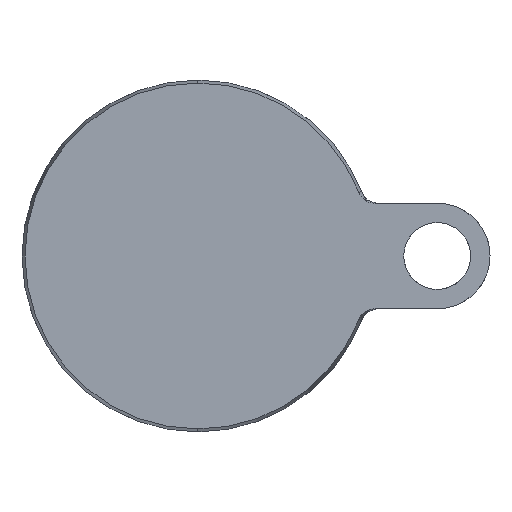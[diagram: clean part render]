
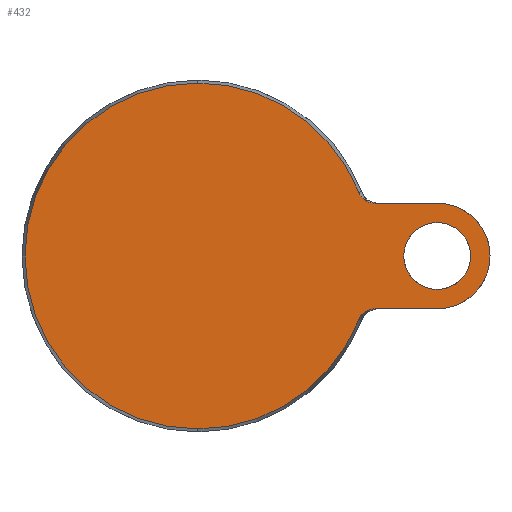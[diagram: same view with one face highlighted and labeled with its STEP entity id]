
A CAD part, front view. The second image highlights one B-rep face of the part: STEP entity #432.
In plain terms, the highlighted planar face has unit normal (0, -1, 0).
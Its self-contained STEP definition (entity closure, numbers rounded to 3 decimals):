
#8 = EDGE_CURVE ( 'NONE', #777, #13, #311, .T. ) ;
#13 = VERTEX_POINT ( 'NONE', #68 ) ;
#15 = DIRECTION ( 'NONE',  ( 0., 1., 0. ) ) ;
#39 = DIRECTION ( 'NONE',  ( -1., 0., 0. ) ) ;
#55 = DIRECTION ( 'NONE',  ( 0., 0., -1. ) ) ;
#63 = CARTESIAN_POINT ( 'NONE',  ( 47.118, 0., -16.16 ) ) ;
#68 = CARTESIAN_POINT ( 'NONE',  ( 68., 0., -9.5 ) ) ;
#69 = CARTESIAN_POINT ( 'NONE',  ( 45.66, 0., -18.169 ) ) ;
#74 = PLANE ( 'NONE',  #1223 ) ;
#76 = ORIENTED_EDGE ( 'NONE', *, *, #648, .T. ) ;
#78 = CARTESIAN_POINT ( 'NONE',  ( 45.848, 0., -17.699 ) ) ;
#80 = DIRECTION ( 'NONE',  ( 0., 1., 0. ) ) ;
#84 = VERTEX_POINT ( 'NONE', #828 ) ;
#104 = VECTOR ( 'NONE', #1202, 1000. ) ;
#124 = CARTESIAN_POINT ( 'NONE',  ( 15., 0., -15. ) ) ;
#155 = AXIS2_PLACEMENT_3D ( 'NONE', #1143, #179, #842 ) ;
#158 = ORIENTED_EDGE ( 'NONE', *, *, #733, .T. ) ;
#167 = CARTESIAN_POINT ( 'NONE',  ( 47.955, 0., 15.598 ) ) ;
#171 = CIRCLE ( 'NONE', #429, 15. ) ;
#176 = CARTESIAN_POINT ( 'NONE',  ( 48.405, 0., -15.385 ) ) ;
#179 = DIRECTION ( 'NONE',  ( 0., 1., 0. ) ) ;
#251 = LINE ( 'NONE', #1335, #104 ) ;
#272 = CARTESIAN_POINT ( 'NONE',  ( 50.366, 0., -15. ) ) ;
#275 = CARTESIAN_POINT ( 'NONE',  ( 0., 0., 0. ) ) ;
#280 = CARTESIAN_POINT ( 'NONE',  ( 50.366, 0., -15. ) ) ;
#284 = CIRCLE ( 'NONE', #1343, 49.143 ) ;
#289 = DIRECTION ( 'NONE',  ( 0., 0., 1. ) ) ;
#296 = ORIENTED_EDGE ( 'NONE', *, *, #796, .T. ) ;
#299 = CARTESIAN_POINT ( 'NONE',  ( 48.637, 0., -15.295 ) ) ;
#303 = VERTEX_POINT ( 'NONE', #272 ) ;
#311 = CIRCLE ( 'NONE', #155, 9.5 ) ;
#340 = VERTEX_POINT ( 'NONE', #812 ) ;
#342 = CARTESIAN_POINT ( 'NONE',  ( 0., 0., 0. ) ) ;
#361 = LINE ( 'NONE', #124, #1296 ) ;
#374 = CARTESIAN_POINT ( 'NONE',  ( 0., 0., -49.143 ) ) ;
#379 = CARTESIAN_POINT ( 'NONE',  ( 49.86, 0., 15. ) ) ;
#381 = DIRECTION ( 'NONE',  ( 0., 0., 1. ) ) ;
#382 = ORIENTED_EDGE ( 'NONE', *, *, #833, .T. ) ;
#392 = CARTESIAN_POINT ( 'NONE',  ( 46.1, 0., -17.269 ) ) ;
#399 = DIRECTION ( 'NONE',  ( 0., 1., 0. ) ) ;
#402 = CARTESIAN_POINT ( 'NONE',  ( 48.644, 0., 15.292 ) ) ;
#407 = EDGE_LOOP ( 'NONE', ( #1349, #1180, #76, #158, #382, #296, #1278, #772 ) ) ;
#414 = CARTESIAN_POINT ( 'NONE',  ( 50.366, 0., 15. ) ) ;
#422 = AXIS2_PLACEMENT_3D ( 'NONE', #613, #80, #289 ) ;
#429 = AXIS2_PLACEMENT_3D ( 'NONE', #540, #15, #526 ) ;
#431 = EDGE_CURVE ( 'NONE', #13, #777, #704, .T. ) ;
#432 = ADVANCED_FACE ( 'NONE', ( #1263, #1042 ), #74, .F. ) ;
#463 = DIRECTION ( 'NONE',  ( 0., 0., -1. ) ) ;
#466 = VERTEX_POINT ( 'NONE', #950 ) ;
#470 = DIRECTION ( 'NONE',  ( 0., -1., 0. ) ) ;
#476 = CARTESIAN_POINT ( 'NONE',  ( 46.58, 0., 16.677 ) ) ;
#486 = CARTESIAN_POINT ( 'NONE',  ( 68., 0., 9.5 ) ) ;
#498 = CARTESIAN_POINT ( 'NONE',  ( -49.143, 0., 0. ) ) ;
#511 = ORIENTED_EDGE ( 'NONE', *, *, #431, .T. ) ;
#526 = DIRECTION ( 'NONE',  ( 0., 0., -1. ) ) ;
#540 = CARTESIAN_POINT ( 'NONE',  ( 68., 0., 0. ) ) ;
#585 = CARTESIAN_POINT ( 'NONE',  ( 47.122, 0., 16.157 ) ) ;
#591 = CARTESIAN_POINT ( 'NONE',  ( 46.751, 0., 16.495 ) ) ;
#593 = CARTESIAN_POINT ( 'NONE',  ( 0., 0., 49.143 ) ) ;
#599 = CARTESIAN_POINT ( 'NONE',  ( 45.66, 0., -18.169 ) ) ;
#602 = EDGE_CURVE ( 'NONE', #340, #1243, #171, .T. ) ;
#611 = EDGE_LOOP ( 'NONE', ( #511, #1116 ) ) ;
#612 = CARTESIAN_POINT ( 'NONE',  ( 47.314, 0., -16.005 ) ) ;
#613 = CARTESIAN_POINT ( 'NONE',  ( 68., 0., 0. ) ) ;
#648 = EDGE_CURVE ( 'NONE', #466, #785, #284, .T. ) ;
#666 = CIRCLE ( 'NONE', #1181, 49.143 ) ;
#701 = CARTESIAN_POINT ( 'NONE',  ( 47.322, 0., 16. ) ) ;
#702 = CARTESIAN_POINT ( 'NONE',  ( 47.952, 0., -15.6 ) ) ;
#704 = CIRCLE ( 'NONE', #422, 9.5 ) ;
#729 = AXIS2_PLACEMENT_3D ( 'NONE', #804, #883, #463 ) ;
#733 = EDGE_CURVE ( 'NONE', #785, #1225, #1314, .T. ) ;
#748 = B_SPLINE_CURVE_WITH_KNOTS ( 'NONE', 3,
 ( #414, #379, #1371, #402, #843, #167, #814, #701, #585, #591, #476, #837, #963, #1066 ),
 .UNSPECIFIED., .F., .F.,
 ( 4, 2, 2, 2, 2, 2, 4 ),
 ( 0., 0.001, 0.002, 0.003, 0.004, 0.004, 0.006 ),
 .UNSPECIFIED. ) ;
#772 = ORIENTED_EDGE ( 'NONE', *, *, #602, .F. ) ;
#777 = VERTEX_POINT ( 'NONE', #486 ) ;
#785 = VERTEX_POINT ( 'NONE', #593 ) ;
#796 = EDGE_CURVE ( 'NONE', #822, #303, #901, .T. ) ;
#804 = CARTESIAN_POINT ( 'NONE',  ( 0., 0., 0. ) ) ;
#812 = CARTESIAN_POINT ( 'NONE',  ( 68., 0., 15. ) ) ;
#814 = CARTESIAN_POINT ( 'NONE',  ( 47.738, 0., 15.721 ) ) ;
#819 = CARTESIAN_POINT ( 'NONE',  ( 46.575, 0., -16.681 ) ) ;
#822 = VERTEX_POINT ( 'NONE', #599 ) ;
#825 = CARTESIAN_POINT ( 'NONE',  ( 49.862, 0., -15.019 ) ) ;
#828 = CARTESIAN_POINT ( 'NONE',  ( 50.366, 0., 15. ) ) ;
#833 = EDGE_CURVE ( 'NONE', #1225, #822, #666, .T. ) ;
#837 = CARTESIAN_POINT ( 'NONE',  ( 46.108, 0., 17.258 ) ) ;
#842 = DIRECTION ( 'NONE',  ( 0., 0., 1. ) ) ;
#843 = CARTESIAN_POINT ( 'NONE',  ( 48.407, 0., 15.384 ) ) ;
#883 = DIRECTION ( 'NONE',  ( 0., -1., 0. ) ) ;
#901 = B_SPLINE_CURVE_WITH_KNOTS ( 'NONE', 3,
 ( #69, #78, #392, #819, #932, #63, #612, #1028, #702, #176, #299, #1351, #943, #825, #1266, #280 ),
 .UNSPECIFIED., .F., .F.,
 ( 4, 2, 2, 2, 2, 2, 2, 4 ),
 ( 0., 0.001, 0.002, 0.003, 0.004, 0.004, 0.005, 0.006 ),
 .UNSPECIFIED. ) ;
#932 = CARTESIAN_POINT ( 'NONE',  ( 46.749, 0., -16.497 ) ) ;
#943 = CARTESIAN_POINT ( 'NONE',  ( 49.363, 0., -15.093 ) ) ;
#950 = CARTESIAN_POINT ( 'NONE',  ( 45.66, 0., 18.169 ) ) ;
#953 = CARTESIAN_POINT ( 'NONE',  ( 68., 0., -15. ) ) ;
#963 = CARTESIAN_POINT ( 'NONE',  ( 45.848, 0., 17.699 ) ) ;
#1028 = CARTESIAN_POINT ( 'NONE',  ( 47.73, 0., -15.726 ) ) ;
#1041 = EDGE_CURVE ( 'NONE', #84, #340, #251, .T. ) ;
#1042 = FACE_BOUND ( 'NONE', #611, .T. ) ;
#1066 = CARTESIAN_POINT ( 'NONE',  ( 45.66, 0., 18.169 ) ) ;
#1106 = EDGE_CURVE ( 'NONE', #1243, #303, #361, .T. ) ;
#1116 = ORIENTED_EDGE ( 'NONE', *, *, #8, .T. ) ;
#1143 = CARTESIAN_POINT ( 'NONE',  ( 68., 0., 0. ) ) ;
#1180 = ORIENTED_EDGE ( 'NONE', *, *, #1206, .T. ) ;
#1181 = AXIS2_PLACEMENT_3D ( 'NONE', #275, #1254, #55 ) ;
#1202 = DIRECTION ( 'NONE',  ( 1., 0., 0. ) ) ;
#1203 = DIRECTION ( 'NONE',  ( 0., 0., -1. ) ) ;
#1206 = EDGE_CURVE ( 'NONE', #84, #466, #748, .T. ) ;
#1223 = AXIS2_PLACEMENT_3D ( 'NONE', #498, #399, #381 ) ;
#1225 = VERTEX_POINT ( 'NONE', #374 ) ;
#1243 = VERTEX_POINT ( 'NONE', #953 ) ;
#1254 = DIRECTION ( 'NONE',  ( 0., -1., 0. ) ) ;
#1263 = FACE_OUTER_BOUND ( 'NONE', #407, .T. ) ;
#1266 = CARTESIAN_POINT ( 'NONE',  ( 50.113, 0., -15. ) ) ;
#1278 = ORIENTED_EDGE ( 'NONE', *, *, #1106, .F. ) ;
#1296 = VECTOR ( 'NONE', #39, 1000. ) ;
#1314 = CIRCLE ( 'NONE', #729, 49.143 ) ;
#1335 = CARTESIAN_POINT ( 'NONE',  ( 15., 0., 15. ) ) ;
#1343 = AXIS2_PLACEMENT_3D ( 'NONE', #342, #470, #1203 ) ;
#1349 = ORIENTED_EDGE ( 'NONE', *, *, #1041, .F. ) ;
#1351 = CARTESIAN_POINT ( 'NONE',  ( 49.116, 0., -15.149 ) ) ;
#1371 = CARTESIAN_POINT ( 'NONE',  ( 49.366, 0., 15.074 ) ) ;
